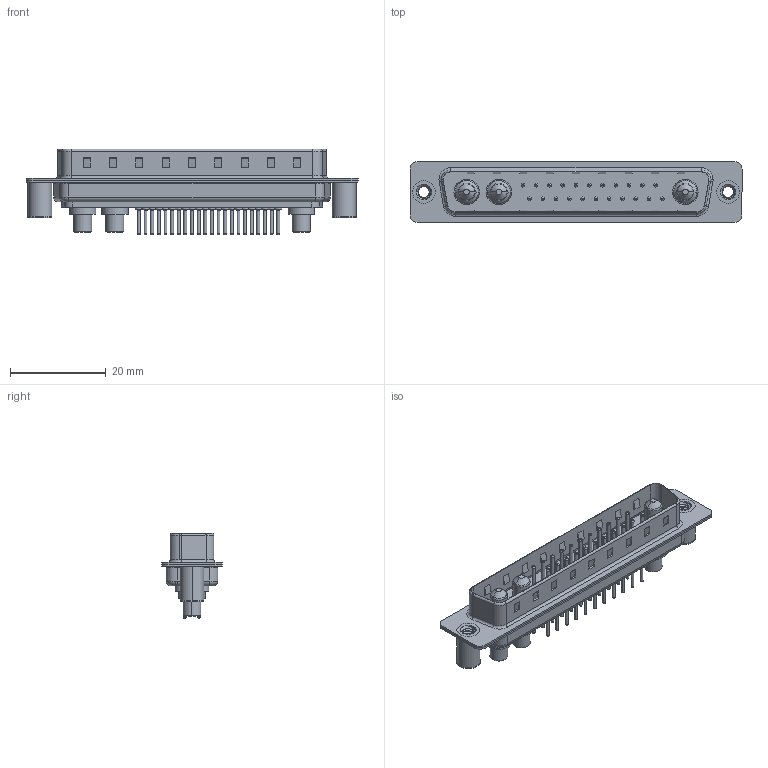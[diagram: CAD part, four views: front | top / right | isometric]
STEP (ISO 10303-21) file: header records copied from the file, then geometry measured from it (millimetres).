
FILE_DESCRIPTION (( 'STEP AP203' ), '1' );
FILE_NAME ('627-25W3624-4T3.STEP', '2019-05-29T23:01:00', ( '' ), ( '' ), 'SwSTEP 2.0', 'SolidWorks 2016', '' );
FILE_SCHEMA (( 'CONFIG_CONTROL_DESIGN' ));
Length unit declared in the file: millimetre
Products named in the file (8): Power Pin_40A S; 627Combo Contact Row 1_24; 627Combo Contact Row 2_24; 627-25W3624-4T3; 627Combo Housing_25W3; 627Combo Shell Rear_37 Contacts; 627Combo Shell Front_37 Contacts; 627Combo Threaded Board Spacer_3
Assembly tree (30 placements, depth 2):
  627-25W3624-4T3
    627Combo Housing_25W3
    627Combo Shell Rear_37 Contacts
    627Combo Shell Front_37 Contacts
    627Combo Threaded Board Spacer_3  x2
    Power Pin_40A S  x3
    627Combo Contact Row 1_24  x11
    627Combo Contact Row 2_24  x11
Bounding box: 69.3 x 12.6 x 17.9 mm (x, y, z)
Volume: 4151.6 mm3; surface area: 9472.7 mm2
Topology: 33 solids, 33 shells, 1380 faces, 3024 edges, 1840 vertices
Faces by surface type: cylinder 530, torus 412, plane 387, cone 39, bspline 12
Entity records: 23215 total; most frequent: CARTESIAN_POINT 5160, DIRECTION 3716, ORIENTED_EDGE 3266, EDGE_CURVE 1633, AXIS2_PLACEMENT_3D 1442, VERTEX_POINT 1035, EDGE_LOOP 846, VECTOR 832
